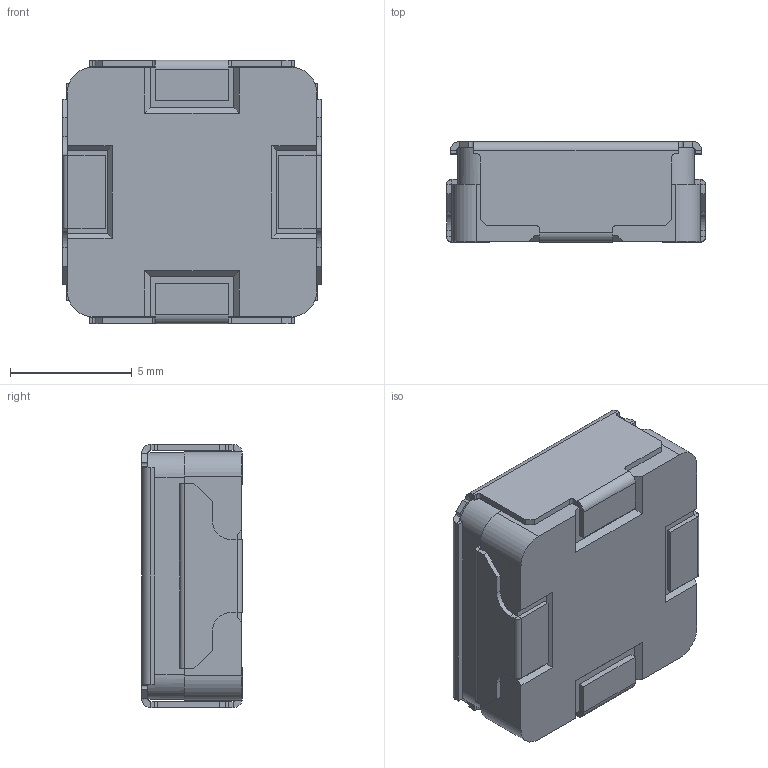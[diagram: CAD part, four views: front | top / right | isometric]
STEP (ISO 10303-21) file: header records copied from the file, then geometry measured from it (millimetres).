
FILE_DESCRIPTION (( 'STEP AP214' ), '1' );
FILE_NAME ('IHLE4040DC.STEP', '2014-08-20T21:01:49', ( '' ), ( '' ), 'SwSTEP 2.0', 'SolidWorks 2014', '' );
FILE_SCHEMA (( 'AUTOMOTIVE_DESIGN' ));
Length unit declared in the file: inch
Products named in the file (1): IHLE4040DC
Bounding box: 10.62 x 4.13 x 10.82 mm (x, y, z)
Volume: 435.4 mm3; surface area: 513.8 mm2
Topology: 1 solids, 1 shells, 198 faces, 536 edges, 336 vertices
Faces by surface type: plane 137, cylinder 48, bspline 13
Entity records: 8996 total; most frequent: CARTESIAN_POINT 1519, ORIENTED_EDGE 1072, DIRECTION 926, EDGE_CURVE 536, LINE 396, VECTOR 396, VERTEX_POINT 336, AXIS2_PLACEMENT_3D 265
